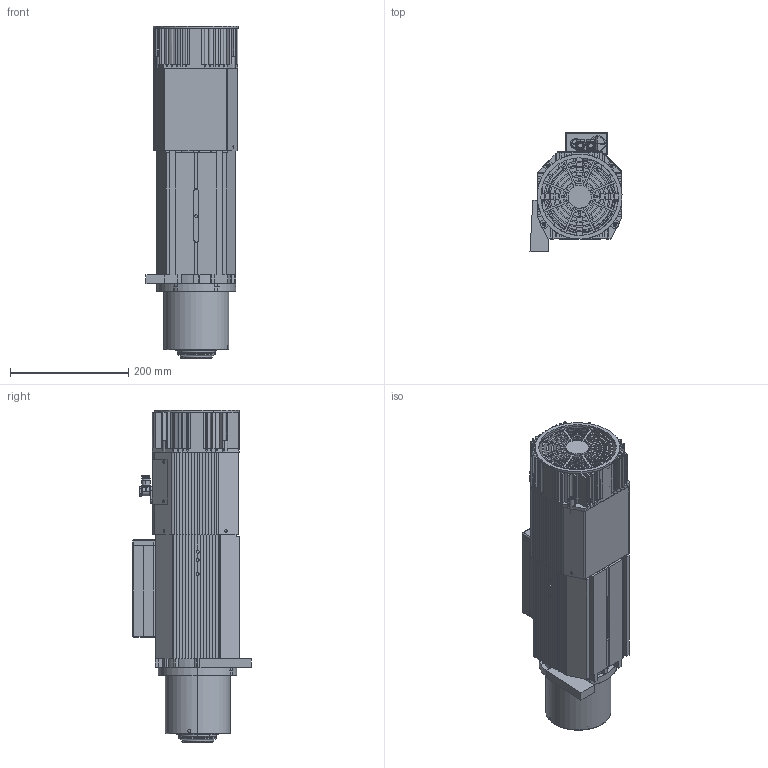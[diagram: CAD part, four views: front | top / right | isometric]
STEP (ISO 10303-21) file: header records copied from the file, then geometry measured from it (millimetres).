
FILE_DESCRIPTION (( 'STEP AP203' ), '1' );
FILE_NAME ('GDL70-24Z-12-4 Long nose.STEP', '2023-03-10T07:11:31', ( '' ), ( '' ), 'SwSTEP 2.0', 'SolidWorks 2019', '' );
FILE_SCHEMA (( 'CONFIG_CONTROL_DESIGN' ));
Length unit declared in the file: millimetre
Products named in the file (20): GDL70-24Z-12I-4 Long nose.stp; 瑞欶蟀諉极.stp; 躇猾裔.stp; rc1 8-4.stp; 瑞欶极.stp; 拉钉套钢球.stp; 929jigai.stp; 蟀諉极裔啣.stp; 堤盄碟-菁碟.stp; 珨极傷裔ㄗ酗芛ㄘ.stp; 瑞欶裔.stp; ァ郲釱.stp; Rc18ァ郲.stp; 儂褲.stp; GDL70-24Z-12-4 Long nose; GB-T70.1-2000,M6x20.stp; 堤盄碟-坶踡裔.stp; GB-T70.1-2000,M5x10.stp; ヶ裔.stp; 堤盄碟-碟裔.stp
Assembly tree (21 placements, depth 3):
  GDL70-24Z-12-4 Long nose
    GDL70-24Z-12I-4 Long nose.stp
      珨极傷裔ㄗ酗芛ㄘ.stp
      ヶ裔.stp
      躇猾裔.stp
      儂褲.stp
      ァ郲釱.stp
      拉钉套钢球.stp  x2
      瑞欶蟀諉极.stp
      瑞欶极.stp
      瑞欶裔.stp
      Rc18ァ郲.stp  x2
      rc1 8-4.stp
      蟀諉极裔啣.stp
      堤盄碟-碟裔.stp
      堤盄碟-坶踡裔.stp
      GB-T70.1-2000,M6x20.stp
      GB-T70.1-2000,M5x10.stp
      堤盄碟-菁碟.stp
      929jigai.stp
Bounding box: 155.54 x 201 x 560.9 mm (x, y, z)
Volume: 3785894 mm3; surface area: 1121347.6 mm2
Topology: 22 solids, 22 shells, 2634 faces, 7138 edges, 4526 vertices
Faces by surface type: plane 1181, cylinder 999, cone 372, bspline 43, torus 30, sphere 9
Entity records: 86437 total; most frequent: CARTESIAN_POINT 18306, DIRECTION 14065, ORIENTED_EDGE 13688, EDGE_CURVE 6844, AXIS2_PLACEMENT_3D 4975, VERTEX_POINT 4418, VECTOR 4115, LINE 4115
